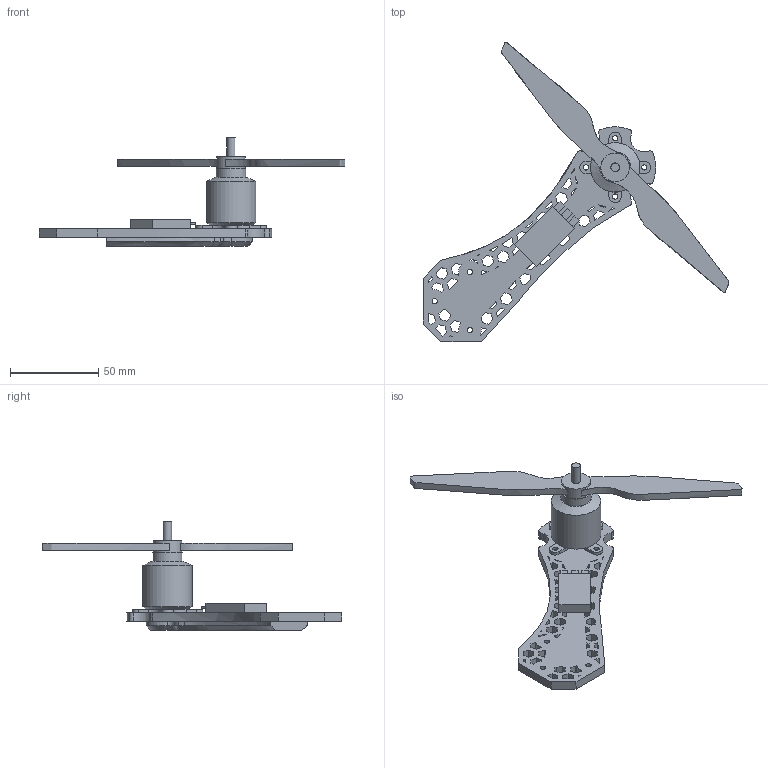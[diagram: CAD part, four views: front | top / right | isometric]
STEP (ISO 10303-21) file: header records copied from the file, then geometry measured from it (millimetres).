
FILE_DESCRIPTION(/* description */ (''),/* implementation_level */ '2;1');
FILE_NAME(/* name */ 'Arm - Motor - Prop CCW Assembly v2.step',/* time_stamp */ '2022-01-19T17:33:19+02:00',/* author */ (''),/* organization */ (''),/* preprocessor_version */ 'ST-DEVELOPER v18.1',/* originating_system */ 'Autodesk Translation Framework v10.10.0.1391',/* authorisation */ '');
FILE_SCHEMA (('AUTOMOTIVE_DESIGN { 1 0 10303 214 3 1 1 }'));
Length unit declared in the file: millimetre
Products named in the file (6): Arm - Motor - Prop CCW Assembly; Arm v15(Mirror); Motor - Prop CCW Assembly; Motor Propdrive V2 2826 1100KV; Prop 200mm CCW; ESC LittleBee - Spring 30A
Assembly tree (5 placements, depth 3):
  Arm - Motor - Prop CCW Assembly
    Arm v15(Mirror)
    Motor - Prop CCW Assembly
      Motor Propdrive V2 2826 1100KV
      Prop 200mm CCW
    ESC LittleBee - Spring 30A
Bounding box: 173.09 x 169.53 x 61.5 mm (x, y, z)
Volume: 60049 mm3; surface area: 29594.9 mm2
Topology: 4 solids, 4 shells, 338 faces, 983 edges, 649 vertices
Faces by surface type: plane 252, cylinder 50, bspline 29, cone 7
Full cylindrical faces by diameter (mm): 3 x11, 4.75 x1, 5 x1, 9.75 x1, 12 x1, 16.2 x1, 16.8 x1, 28 x1
Entity records: 12614 total; most frequent: CARTESIAN_POINT 3437, ORIENTED_EDGE 1966, DIRECTION 1635, EDGE_CURVE 983, LINE 751, VECTOR 751, VERTEX_POINT 649, EDGE_LOOP 454
